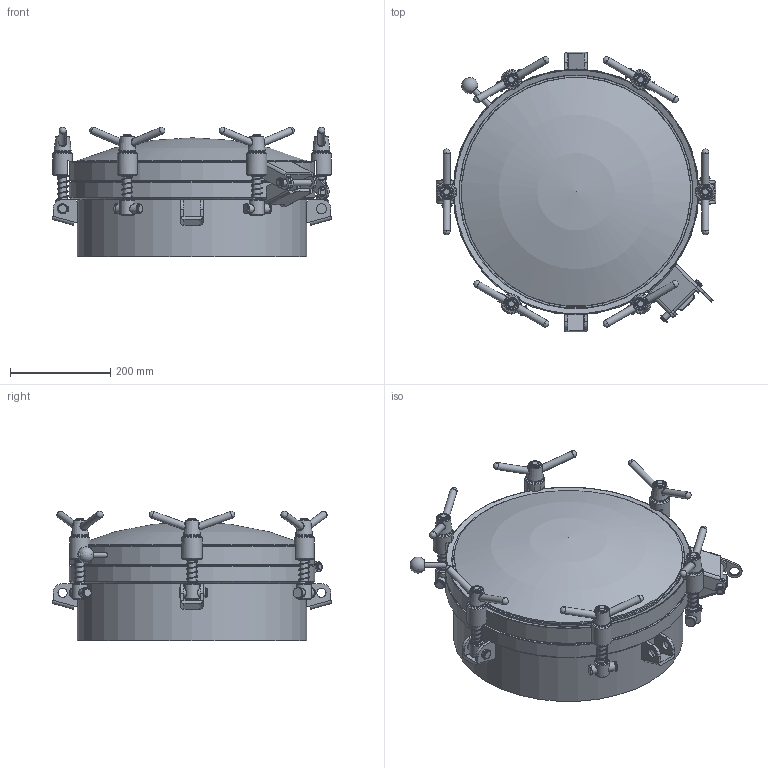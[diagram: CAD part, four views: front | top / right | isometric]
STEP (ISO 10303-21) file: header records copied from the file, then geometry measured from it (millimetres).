
FILE_DESCRIPTION(/* description */ ('Unknown'),/* implementation_level */ '2;1');
FILE_NAME(/* name */ 'MOD 450P_03 rev 0',/* time_stamp */ '2016-07-04T11:29:05+02:00',/* author */ ('Unknown'),/* organization */ ('Unknown'),/* preprocessor_version */ 'ST-DEVELOPER v16',/* originating_system */ 'DEX',/* authorisation */ $);
FILE_SCHEMA (('AP203_CONFIGURATION_CONTROLLED_3D_DESIGN_OF_MECHANICAL_PARTS_AND_ASSEMBLIES_MIM_LF { 1 0 10303 203 3 1 4 }','AUTOMOTIVE_DESIGN {1 0 10303 214 3 1 1}'));
Length unit declared in the file: millimetre
Products named in the file (24): MOD 450P_03 rev 0; 7TA9400 rev 03; 8ALA2 rev 0; 81019 rev 01; 82030 rev 01; 9626 assieme; 95421; 93017 rev 02; 93010 rev 0; 91003 rev 0; 97200 rev 01; 97239 rev 0; 7CA9420 rev 0; 73102 rev 01; 8A412 rev 0; 8AS132; 97258; 82020 rev 01; 97053; 94030 rev 01; 94030_2 rev 01; 94030_1; 97301 rev 01; 95427
Assembly tree (61 placements, depth 4):
  MOD 450P_03 rev 0
    7TA9400 rev 03
      8ALA2 rev 0
      81019 rev 01  x4
      82030 rev 01
    9626 assieme
    95421
    93017 rev 02
    93010 rev 0  x6
    91003 rev 0  x6
    97200 rev 01  x6
    97239 rev 0
    7CA9420 rev 0
      73102 rev 01
        8A412 rev 0
        8AS132
      97258
      82020 rev 01
    97053  x6
    94030 rev 01  x6
      94030_2 rev 01
      94030_1
    97301 rev 01  x6
    95427  x6
Bounding box: 556.94 x 556.94 x 258.1 mm (x, y, z)
Volume: 4531297.7 mm3; surface area: 1447078.7 mm2
Topology: 62 solids, 62 shells, 1024 faces, 2446 edges, 1546 vertices
Faces by surface type: plane 532, cylinder 289, cone 113, bspline 40, torus 36, sphere 14
Full cylindrical faces by diameter (mm): 2 x12, 8.376 x1, 10 x3, 10.5 x1, 12 x2, 13 x2, 13.835 x6, 14 x12, 16 x14, 17 x18, 18 x12, 18.5 x14, 20 x18, 20.2 x1, 30 x12, 450 x1, 452 x1, 456 x1, 457 x1, 457.6 x1, 458 x1, 464 x1, 477 x1, 480 x1, 483 x1, 488 x1, 490 x1
Entity records: 12867 total; most frequent: CARTESIAN_POINT 4739, DIRECTION 1646, ORIENTED_EDGE 1294, EDGE_CURVE 647, AXIS2_PLACEMENT_3D 646, FACE_BOUND 466, VERTEX_POINT 465, EDGE_LOOP 462
